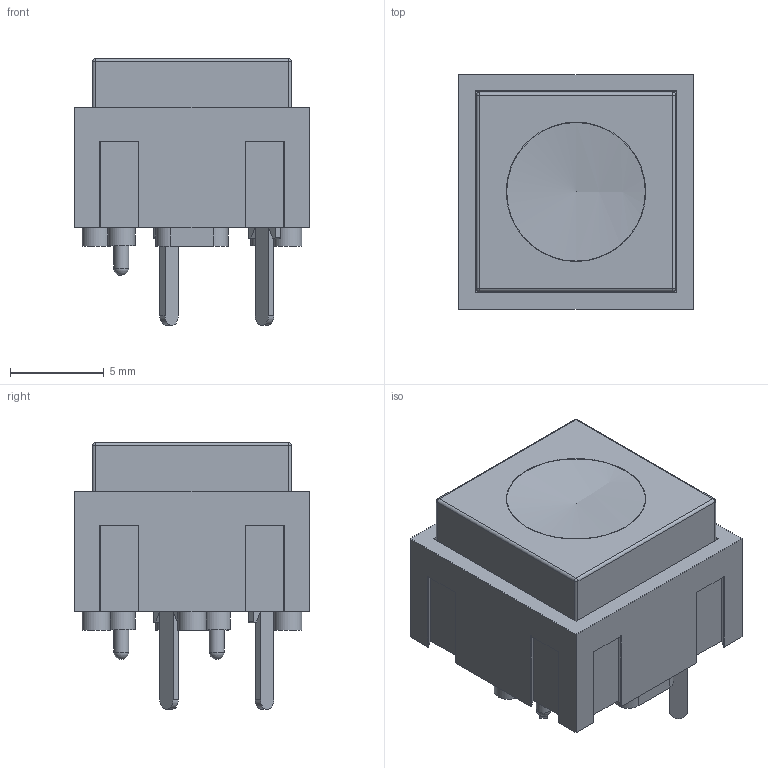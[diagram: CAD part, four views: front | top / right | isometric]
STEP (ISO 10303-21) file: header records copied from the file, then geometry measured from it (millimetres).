
FILE_DESCRIPTION(/* description */ ('PUSHBUTTON, MINIATURE'),/* implementation_level */ '2;1');
FILE_NAME(/* name */ 'NCA2.stp',/* time_stamp */ '2022-08-12T08:24:05-05:00',/* author */ ('cnher'),/* organization */ (''),/* preprocessor_version */ 'ST-DEVELOPER v19',/* originating_system */ 'Autodesk Inventor 2023',/* authorisation */ '');
FILE_SCHEMA (('AUTOMOTIVE_DESIGN { 1 0 10303 214 3 1 1 }'));
Length unit declared in the file: millimetre
Products named in the file (4): NCA2; Body; Terminal; Actuator A
Assembly tree (4 placements, depth 2):
  NCA2
    Body
    Terminal  x2
    Actuator A
Bounding box: 12.5 x 12.5 x 14.2 mm (x, y, z)
Volume: 847 mm3; surface area: 1437.4 mm2
Topology: 4 solids, 4 shells, 178 faces, 473 edges, 308 vertices
Faces by surface type: plane 98, cylinder 57, bspline 15, sphere 7, torus 1
Full cylindrical faces by diameter (mm): 0.8 x2, 1.45 x2, 1.5 x1
Entity records: 5430 total; most frequent: CARTESIAN_POINT 1132, ORIENTED_EDGE 872, DIRECTION 839, EDGE_CURVE 436, LINE 291, VECTOR 291, VERTEX_POINT 288, AXIS2_PLACEMENT_3D 274
